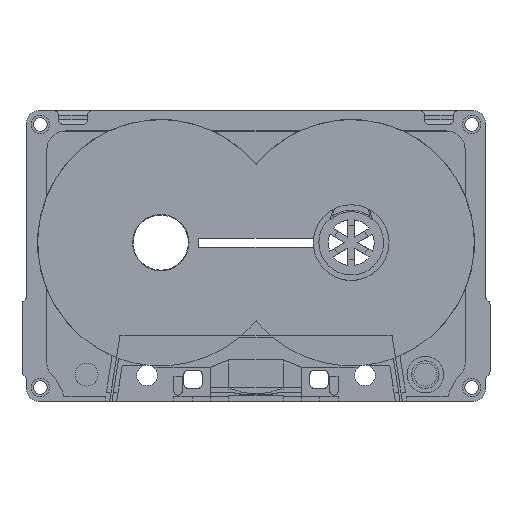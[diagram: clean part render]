
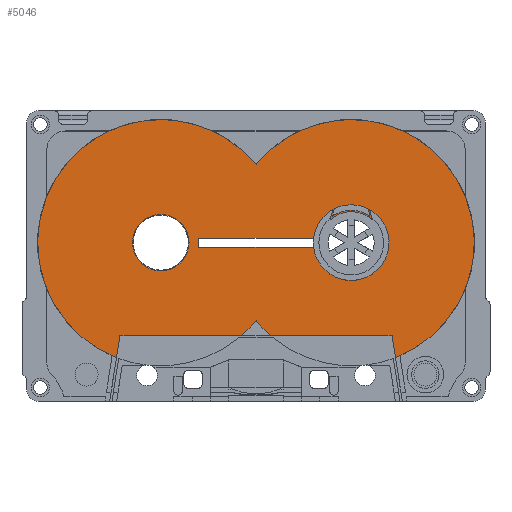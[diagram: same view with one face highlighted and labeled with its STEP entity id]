
A CAD part, top view. The second image highlights one B-rep face of the part: STEP entity #5046.
In plain terms, the highlighted planar face has unit normal (0, 0, 1).
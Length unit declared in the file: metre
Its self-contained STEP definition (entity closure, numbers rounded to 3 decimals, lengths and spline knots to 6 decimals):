
#397=LINE('',#8022,#947);
#398=LINE('',#8029,#948);
#399=LINE('',#8031,#949);
#400=LINE('',#8037,#950);
#401=LINE('',#8038,#951);
#402=LINE('',#8041,#952);
#403=LINE('',#8043,#953);
#404=LINE('',#8045,#954);
#947=VECTOR('',#6517,1.);
#948=VECTOR('',#6522,1.);
#949=VECTOR('',#6523,1.);
#950=VECTOR('',#6528,1.);
#951=VECTOR('',#6529,1.);
#952=VECTOR('',#6530,1.);
#953=VECTOR('',#6531,1.);
#954=VECTOR('',#6532,1.);
#1259=PLANE('',#5457);
#2213=ORIENTED_EDGE('',*,*,#3221,.F.);
#2214=ORIENTED_EDGE('',*,*,#3222,.F.);
#2215=ORIENTED_EDGE('',*,*,#3223,.F.);
#2216=ORIENTED_EDGE('',*,*,#3224,.T.);
#2217=ORIENTED_EDGE('',*,*,#3225,.F.);
#2218=ORIENTED_EDGE('',*,*,#3226,.T.);
#2219=ORIENTED_EDGE('',*,*,#3227,.T.);
#2220=ORIENTED_EDGE('',*,*,#3228,.F.);
#2221=ORIENTED_EDGE('',*,*,#3229,.F.);
#2222=ORIENTED_EDGE('',*,*,#3230,.T.);
#2223=ORIENTED_EDGE('',*,*,#3231,.T.);
#2224=ORIENTED_EDGE('',*,*,#3232,.F.);
#2225=ORIENTED_EDGE('',*,*,#3233,.F.);
#2226=ORIENTED_EDGE('',*,*,#3234,.T.);
#3221=EDGE_CURVE('',#3797,#3797,#4068,.T.);
#3222=EDGE_CURVE('',#3798,#3799,#397,.T.);
#3223=EDGE_CURVE('',#3800,#3798,#4069,.T.);
#3224=EDGE_CURVE('',#3800,#3801,#4070,.T.);
#3225=EDGE_CURVE('',#3802,#3801,#398,.T.);
#3226=EDGE_CURVE('',#3802,#3803,#399,.T.);
#3227=EDGE_CURVE('',#3803,#3804,#4071,.T.);
#3228=EDGE_CURVE('',#3805,#3804,#4072,.T.);
#3229=EDGE_CURVE('',#3799,#3805,#400,.T.);
#3230=EDGE_CURVE('',#3806,#3807,#401,.T.);
#3231=EDGE_CURVE('',#3807,#3808,#402,.T.);
#3232=EDGE_CURVE('',#3809,#3808,#403,.T.);
#3233=EDGE_CURVE('',#3806,#3809,#404,.T.);
#3234=EDGE_CURVE('',#3810,#3810,#4073,.T.);
#3797=VERTEX_POINT('',#8021);
#3798=VERTEX_POINT('',#8023);
#3799=VERTEX_POINT('',#8024);
#3800=VERTEX_POINT('',#8026);
#3801=VERTEX_POINT('',#8028);
#3802=VERTEX_POINT('',#8030);
#3803=VERTEX_POINT('',#8032);
#3804=VERTEX_POINT('',#8034);
#3805=VERTEX_POINT('',#8036);
#3806=VERTEX_POINT('',#8039);
#3807=VERTEX_POINT('',#8040);
#3808=VERTEX_POINT('',#8042);
#3809=VERTEX_POINT('',#8044);
#3810=VERTEX_POINT('',#8047);
#4068=CIRCLE('',#5458,0.00615);
#4069=CIRCLE('',#5459,0.02685);
#4070=CIRCLE('',#5460,0.02685);
#4071=CIRCLE('',#5461,0.02685);
#4072=CIRCLE('',#5462,0.02685);
#4073=CIRCLE('',#5463,0.00615);
#4329=EDGE_LOOP('',(#2213));
#4330=EDGE_LOOP('',(#2214,#2215,#2216,#2217,#2218,#2219,#2220,#2221));
#4331=EDGE_LOOP('',(#2222,#2223,#2224,#2225));
#4332=EDGE_LOOP('',(#2226));
#4657=FACE_BOUND('',#4329,.T.);
#4658=FACE_BOUND('',#4330,.T.);
#4659=FACE_BOUND('',#4331,.T.);
#4660=FACE_BOUND('',#4332,.T.);
#5046=ADVANCED_FACE('',(#4657,#4658,#4659,#4660),#1259,.T.);
#5457=AXIS2_PLACEMENT_3D('',#8019,#6513,#6514);
#5458=AXIS2_PLACEMENT_3D('',#8020,#6515,#6516);
#5459=AXIS2_PLACEMENT_3D('',#8025,#6518,#6519);
#5460=AXIS2_PLACEMENT_3D('',#8027,#6520,#6521);
#5461=AXIS2_PLACEMENT_3D('',#8033,#6524,#6525);
#5462=AXIS2_PLACEMENT_3D('',#8035,#6526,#6527);
#5463=AXIS2_PLACEMENT_3D('',#8046,#6533,#6534);
#6513=DIRECTION('',(0.,0.,1.));
#6514=DIRECTION('',(1.,0.,0.));
#6515=DIRECTION('',(0.,0.,1.));
#6516=DIRECTION('',(1.,0.,0.));
#6517=DIRECTION('',(-1.,0.,0.));
#6518=DIRECTION('',(0.,0.,-1.));
#6519=DIRECTION('',(1.,0.,0.));
#6520=DIRECTION('',(0.,0.,1.));
#6521=DIRECTION('',(1.,0.,0.));
#6522=DIRECTION('',(-1.,0.,0.));
#6523=DIRECTION('',(0.156,-0.988,0.));
#6524=DIRECTION('',(0.,0.,1.));
#6525=DIRECTION('',(1.,0.,0.));
#6526=DIRECTION('',(0.,0.,-1.));
#6527=DIRECTION('',(1.,0.,0.));
#6528=DIRECTION('',(-0.156,-0.988,0.));
#6529=DIRECTION('',(0.,1.,0.));
#6530=DIRECTION('',(1.,0.,0.));
#6531=DIRECTION('',(0.,1.,0.));
#6532=DIRECTION('',(1.,0.,0.));
#6533=DIRECTION('',(0.,0.,-1.));
#6534=DIRECTION('',(-1.,0.,0.));
#8019=CARTESIAN_POINT('',(0.,-0.000799,-0.0005));
#8020=CARTESIAN_POINT('',(0.02075,0.002909,-0.0005));
#8021=CARTESIAN_POINT('',(0.0269,0.002909,-0.0005));
#8022=CARTESIAN_POINT('',(-0.016384,-0.017345,-0.0005));
#8023=CARTESIAN_POINT('',(-0.003123,-0.017345,-0.0005));
#8024=CARTESIAN_POINT('',(-0.029645,-0.017345,-0.0005));
#8025=CARTESIAN_POINT('',(-0.02075,0.002909,-0.0005));
#8026=CARTESIAN_POINT('',(0.,-0.014131,-0.0005));
#8027=CARTESIAN_POINT('',(0.02075,0.002908,-0.0005));
#8028=CARTESIAN_POINT('',(0.003123,-0.017345,-0.0005));
#8029=CARTESIAN_POINT('',(-0.016384,-0.017345,-0.0005));
#8030=CARTESIAN_POINT('',(0.029645,-0.017345,-0.0005));
#8031=CARTESIAN_POINT('',(0.031743,-0.030656,-0.0005));
#8032=CARTESIAN_POINT('',(0.030402,-0.022146,-0.0005));
#8033=CARTESIAN_POINT('',(0.02075,0.002908,-0.0005));
#8034=CARTESIAN_POINT('',(0.,0.019948,-0.0005));
#8035=CARTESIAN_POINT('',(-0.02075,0.002909,-0.0005));
#8036=CARTESIAN_POINT('',(-0.030402,-0.022146,-0.0005));
#8037=CARTESIAN_POINT('',(-0.031743,-0.030656,-0.0005));
#8038=CARTESIAN_POINT('',(-0.0125,0.002909,-0.0005));
#8039=CARTESIAN_POINT('',(-0.0125,0.001909,-0.0005));
#8040=CARTESIAN_POINT('',(-0.0125,0.003909,-0.0005));
#8041=CARTESIAN_POINT('',(0.009291,0.003909,-0.0005));
#8042=CARTESIAN_POINT('',(0.0125,0.003909,-0.0005));
#8043=CARTESIAN_POINT('',(0.0125,0.002909,-0.0005));
#8044=CARTESIAN_POINT('',(0.0125,0.001909,-0.0005));
#8045=CARTESIAN_POINT('',(0.009291,0.001909,-0.0005));
#8046=CARTESIAN_POINT('',(-0.02075,0.002909,-0.0005));
#8047=CARTESIAN_POINT('',(-0.0269,0.002909,-0.0005));
